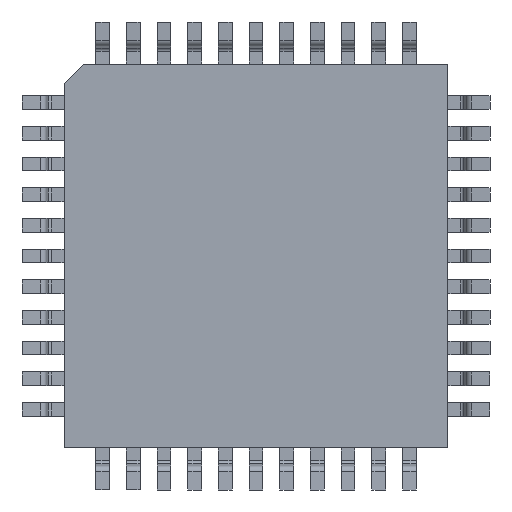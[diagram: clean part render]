
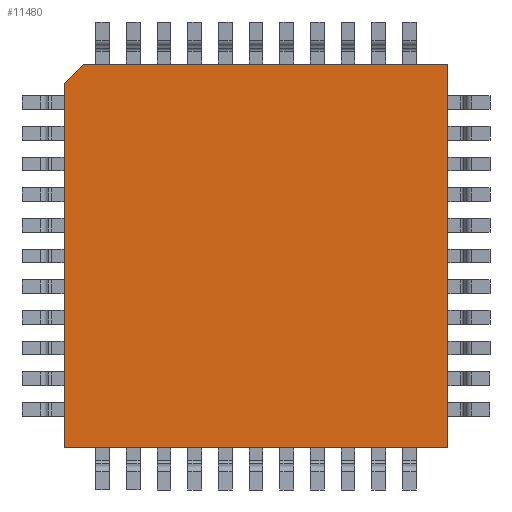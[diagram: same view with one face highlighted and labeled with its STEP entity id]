
A CAD part, front view. The second image highlights one B-rep face of the part: STEP entity #11480.
In plain terms, the highlighted planar face has unit normal (0, -1, 0).
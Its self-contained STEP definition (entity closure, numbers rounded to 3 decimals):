
#10079 = VERTEX_POINT ( 'NONE', #18970 ) ;
#10081 = VERTEX_POINT ( 'NONE', #18966 ) ;
#10093 = EDGE_CURVE ( 'NONE', #10079, #10081, #18948, .T. ) ;
#10185 = EDGE_CURVE ( 'NONE', #10210, #10205, #19136, .T. ) ;
#10205 = VERTEX_POINT ( 'NONE', #19186 ) ;
#10210 = VERTEX_POINT ( 'NONE', #19171 ) ;
#10923 = EDGE_CURVE ( 'NONE', #10205, #10998, #21244, .T. ) ;
#10998 = VERTEX_POINT ( 'NONE', #21361 ) ;
#11469 = EDGE_CURVE ( 'NONE', #10998, #10079, #22606, .T. ) ;
#11471 = ORIENTED_EDGE ( 'NONE', *, *, #11491, .T. ) ;
#11473 = ORIENTED_EDGE ( 'NONE', *, *, #11469, .F. ) ;
#11475 = ORIENTED_EDGE ( 'NONE', *, *, #10185, .F. ) ;
#11480 = ADVANCED_FACE ( 'NONE', ( #22602 ), #22589, .T. ) ;
#11486 = EDGE_LOOP ( 'NONE', ( #11475, #11471, #11495, #11473, #11505 ) ) ;
#11491 = EDGE_CURVE ( 'NONE', #10210, #10081, #22623, .T. ) ;
#11495 = ORIENTED_EDGE ( 'NONE', *, *, #10093, .F. ) ;
#11505 = ORIENTED_EDGE ( 'NONE', *, *, #10923, .F. ) ;
#18946 = DIRECTION ( 'NONE',  ( 0., 0., 1. ) ) ;
#18947 = CARTESIAN_POINT ( 'NONE',  ( -5., 0.1, 5. ) ) ;
#18948 = LINE ( 'NONE', #18947, #19016 ) ;
#18966 = CARTESIAN_POINT ( 'NONE',  ( -5., 0.1, 4.5 ) ) ;
#18970 = CARTESIAN_POINT ( 'NONE',  ( -5., 0.1, -5. ) ) ;
#19016 = VECTOR ( 'NONE', #18946, 1000. ) ;
#19135 = VECTOR ( 'NONE', #19194, 1000. ) ;
#19136 = LINE ( 'NONE', #19164, #19135 ) ;
#19164 = CARTESIAN_POINT ( 'NONE',  ( -5., 0.1, 5. ) ) ;
#19171 = CARTESIAN_POINT ( 'NONE',  ( -4.5, 0.1, 5. ) ) ;
#19186 = CARTESIAN_POINT ( 'NONE',  ( 5., 0.1, 5. ) ) ;
#19194 = DIRECTION ( 'NONE',  ( 1., 0., 0. ) ) ;
#21241 = DIRECTION ( 'NONE',  ( 0., 0., -1. ) ) ;
#21242 = VECTOR ( 'NONE', #21241, 1000. ) ;
#21243 = CARTESIAN_POINT ( 'NONE',  ( 5., 0.1, 5. ) ) ;
#21244 = LINE ( 'NONE', #21243, #21242 ) ;
#21361 = CARTESIAN_POINT ( 'NONE',  ( 5., 0.1, -5. ) ) ;
#22589 = PLANE ( 'NONE',  #22594 ) ;
#22594 = AXIS2_PLACEMENT_3D ( 'NONE', #22621, #22620, #22619 ) ;
#22602 = FACE_OUTER_BOUND ( 'NONE', #11486, .T. ) ;
#22603 = DIRECTION ( 'NONE',  ( -1., 0., 0. ) ) ;
#22604 = VECTOR ( 'NONE', #22603, 1000. ) ;
#22605 = CARTESIAN_POINT ( 'NONE',  ( -5., 0.1, -5. ) ) ;
#22606 = LINE ( 'NONE', #22605, #22604 ) ;
#22619 = DIRECTION ( 'NONE',  ( 0., 0., -1. ) ) ;
#22620 = DIRECTION ( 'NONE',  ( 0., -1., 0. ) ) ;
#22621 = CARTESIAN_POINT ( 'NONE',  ( -5., 0.1, 5. ) ) ;
#22623 = LINE ( 'NONE', #22635, #22634 ) ;
#22634 = VECTOR ( 'NONE', #22659, 1000. ) ;
#22635 = CARTESIAN_POINT ( 'NONE',  ( -4.75, 0.1, 4.75 ) ) ;
#22659 = DIRECTION ( 'NONE',  ( -0.707, 0., -0.707 ) ) ;
